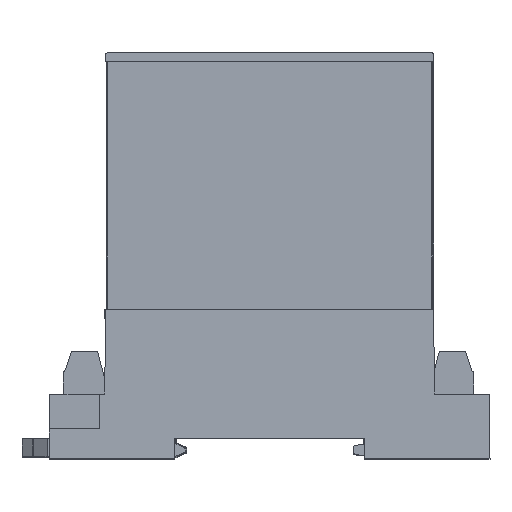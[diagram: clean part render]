
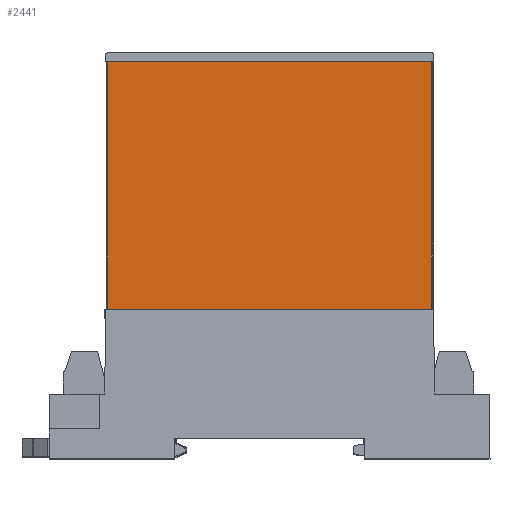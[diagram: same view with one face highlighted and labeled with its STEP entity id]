
A CAD part, top view. The second image highlights one B-rep face of the part: STEP entity #2441.
In plain terms, the highlighted planar face has unit normal (0, 0, 1).
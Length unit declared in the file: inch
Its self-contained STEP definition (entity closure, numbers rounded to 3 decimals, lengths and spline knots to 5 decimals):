
#2197 = EDGE_CURVE ( 'NONE', #2445, #2217, #6339, .T. ) ;
#2198 = ORIENTED_EDGE ( 'NONE', *, *, #2223, .T. ) ;
#2203 = EDGE_CURVE ( 'NONE', #2415, #2221, #6328, .T. ) ;
#2217 = VERTEX_POINT ( 'NONE', #6524 ) ;
#2221 = VERTEX_POINT ( 'NONE', #6518 ) ;
#2223 = EDGE_CURVE ( 'NONE', #2217, #2221, #6517, .T. ) ;
#2415 = VERTEX_POINT ( 'NONE', #6807 ) ;
#2431 = EDGE_LOOP ( 'NONE', ( #2442, #2443, #2446, #2198 ) ) ;
#2441 = ADVANCED_FACE ( 'NONE', ( #6773 ), #6772, .T. ) ;
#2442 = ORIENTED_EDGE ( 'NONE', *, *, #2203, .F. ) ;
#2443 = ORIENTED_EDGE ( 'NONE', *, *, #2444, .T. ) ;
#2444 = EDGE_CURVE ( 'NONE', #2415, #2445, #6767, .T. ) ;
#2445 = VERTEX_POINT ( 'NONE', #6763 ) ;
#2446 = ORIENTED_EDGE ( 'NONE', *, *, #2197, .T. ) ;
#6325 = DIRECTION ( 'NONE',  ( 1., 0., 0. ) ) ;
#6326 = VECTOR ( 'NONE', #6325, 39.37008 ) ;
#6327 = CARTESIAN_POINT ( 'NONE',  ( -1.64509, 1.26143, -0.33002 ) ) ;
#6328 = LINE ( 'NONE', #6327, #6326 ) ;
#6336 = DIRECTION ( 'NONE',  ( 1., 0., 0. ) ) ;
#6337 = VECTOR ( 'NONE', #6336, 39.37008 ) ;
#6338 = CARTESIAN_POINT ( 'NONE',  ( -1.64509, -0.58357, -0.33002 ) ) ;
#6339 = LINE ( 'NONE', #6338, #6337 ) ;
#6514 = DIRECTION ( 'NONE',  ( 0., 1., 0. ) ) ;
#6515 = VECTOR ( 'NONE', #6514, 39.37008 ) ;
#6516 = CARTESIAN_POINT ( 'NONE',  ( 0.7759, -0.58357, -0.33002 ) ) ;
#6517 = LINE ( 'NONE', #6516, #6515 ) ;
#6518 = CARTESIAN_POINT ( 'NONE',  ( 0.7759, 1.26143, -0.33002 ) ) ;
#6524 = CARTESIAN_POINT ( 'NONE',  ( 0.7759, -0.58357, -0.33002 ) ) ;
#6763 = CARTESIAN_POINT ( 'NONE',  ( -1.63526, -0.58357, -0.33002 ) ) ;
#6764 = DIRECTION ( 'NONE',  ( 0., -1., 0. ) ) ;
#6765 = VECTOR ( 'NONE', #6764, 39.37008 ) ;
#6766 = CARTESIAN_POINT ( 'NONE',  ( -1.63526, -0.58357, -0.33002 ) ) ;
#6767 = LINE ( 'NONE', #6766, #6765 ) ;
#6768 = DIRECTION ( 'NONE',  ( 1., 0., 0. ) ) ;
#6769 = DIRECTION ( 'NONE',  ( 0., 0., 1. ) ) ;
#6770 = CARTESIAN_POINT ( 'NONE',  ( -1.64509, -0.58357, -0.33002 ) ) ;
#6771 = AXIS2_PLACEMENT_3D ( 'NONE', #6770, #6769, #6768 ) ;
#6772 = PLANE ( 'NONE',  #6771 ) ;
#6773 = FACE_OUTER_BOUND ( 'NONE', #2431, .T. ) ;
#6807 = CARTESIAN_POINT ( 'NONE',  ( -1.63526, 1.26143, -0.33002 ) ) ;
